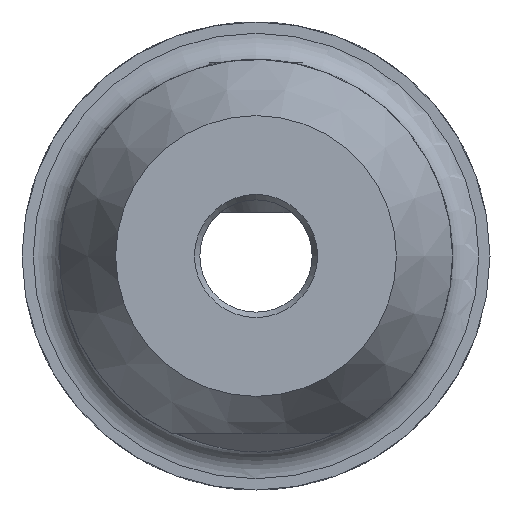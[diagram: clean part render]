
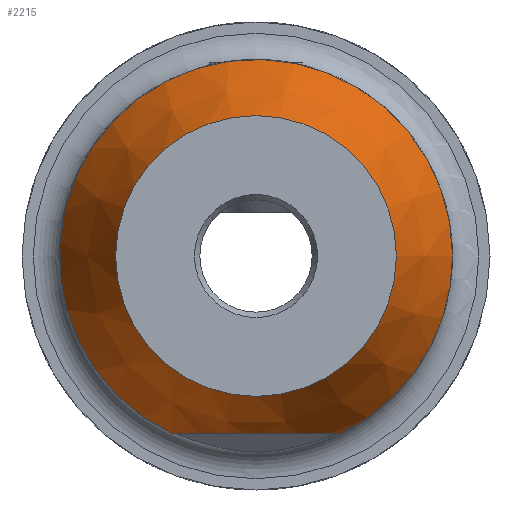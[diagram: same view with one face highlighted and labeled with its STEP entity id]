
A CAD part, left-side view. The second image highlights one B-rep face of the part: STEP entity #2215.
In plain terms, the highlighted conical face has half-angle 25 degrees and reference radius 18 mm.
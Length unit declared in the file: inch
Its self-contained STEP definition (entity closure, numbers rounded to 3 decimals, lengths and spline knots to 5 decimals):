
#100=(
BOUNDED_CURVE()
B_SPLINE_CURVE(2,(#3302,#3303,#3304),.UNSPECIFIED.,.F.,.F.)
B_SPLINE_CURVE_WITH_KNOTS((3,3),(0.,1.98389),.UNSPECIFIED.)
CURVE()
GEOMETRIC_REPRESENTATION_ITEM()
RATIONAL_B_SPLINE_CURVE((1.,1.105,1.))
REPRESENTATION_ITEM('')
);
#255=FACE_OUTER_BOUND('',#382,.T.);
#382=EDGE_LOOP('',(#1872,#1873,#1874,#1875,#1876,#1877,#1878));
#477=LINE('',#5046,#559);
#559=VECTOR('',#2959,0.70866);
#702=CIRCLE('',#2304,0.59055);
#703=CIRCLE('',#2305,0.59055);
#776=CIRCLE('',#2449,0.82677);
#777=CIRCLE('',#2450,0.82677);
#834=VERTEX_POINT('',#3298);
#836=VERTEX_POINT('',#3301);
#847=VERTEX_POINT('',#3371);
#848=VERTEX_POINT('',#3372);
#999=VERTEX_POINT('',#5044);
#1072=EDGE_CURVE('',#836,#834,#100,.T.);
#1089=EDGE_CURVE('',#847,#848,#702,.T.);
#1090=EDGE_CURVE('',#848,#847,#703,.T.);
#1315=EDGE_CURVE('',#999,#834,#776,.T.);
#1316=EDGE_CURVE('',#999,#848,#477,.T.);
#1317=EDGE_CURVE('',#836,#999,#777,.T.);
#1872=ORIENTED_EDGE('',*,*,#1072,.T.);
#1873=ORIENTED_EDGE('',*,*,#1315,.F.);
#1874=ORIENTED_EDGE('',*,*,#1316,.T.);
#1875=ORIENTED_EDGE('',*,*,#1090,.T.);
#1876=ORIENTED_EDGE('',*,*,#1089,.T.);
#1877=ORIENTED_EDGE('',*,*,#1316,.F.);
#1878=ORIENTED_EDGE('',*,*,#1317,.F.);
#1986=CONICAL_SURFACE('',#2448,0.70866,0.436);
#2215=ADVANCED_FACE('',(#255),#1986,.T.);
#2304=AXIS2_PLACEMENT_3D('',#3373,#2615,#2616);
#2305=AXIS2_PLACEMENT_3D('',#3374,#2617,#2618);
#2448=AXIS2_PLACEMENT_3D('',#5043,#2955,#2956);
#2449=AXIS2_PLACEMENT_3D('',#5045,#2957,#2958);
#2450=AXIS2_PLACEMENT_3D('',#5047,#2960,#2961);
#2615=DIRECTION('center_axis',(1.,0.,0.));
#2616=DIRECTION('ref_axis',(0.,1.,0.));
#2617=DIRECTION('center_axis',(1.,0.,0.));
#2618=DIRECTION('ref_axis',(0.,1.,0.));
#2955=DIRECTION('center_axis',(1.,0.,0.));
#2956=DIRECTION('ref_axis',(0.,1.,0.));
#2957=DIRECTION('center_axis',(1.,0.,0.));
#2958=DIRECTION('ref_axis',(0.,1.,0.));
#2959=DIRECTION('',(-0.906,0.423,0.));
#2960=DIRECTION('center_axis',(1.,0.,0.));
#2961=DIRECTION('ref_axis',(0.,1.,0.));
#3298=CARTESIAN_POINT('',(-1.71907,-0.32169,-0.78188));
#3301=CARTESIAN_POINT('',(-1.71907,0.38259,-0.78188));
#3302=CARTESIAN_POINT('Ctrl Pts',(-1.71907,0.38259,-0.78188));
#3303=CARTESIAN_POINT('Ctrl Pts',(-2.04071,0.03045,
-0.78188));
#3304=CARTESIAN_POINT('Ctrl Pts',(-1.71907,-0.32169,
-0.78188));
#3371=CARTESIAN_POINT('',(-2.22565,0.621,-0.03385));
#3372=CARTESIAN_POINT('',(-2.22565,-0.5601,-0.03385));
#3373=CARTESIAN_POINT('Origin',(-2.22565,0.03045,-0.03385));
#3374=CARTESIAN_POINT('Origin',(-2.22565,0.03045,-0.03385));
#5043=CARTESIAN_POINT('Origin',(-1.97236,0.03045,-0.03385));
#5044=CARTESIAN_POINT('',(-1.71907,-0.79632,-0.03385));
#5045=CARTESIAN_POINT('Origin',(-1.71907,0.03045,-0.03385));
#5046=CARTESIAN_POINT('',(-1.97236,-0.67821,-0.03385));
#5047=CARTESIAN_POINT('Origin',(-1.71907,0.03045,-0.03385));
